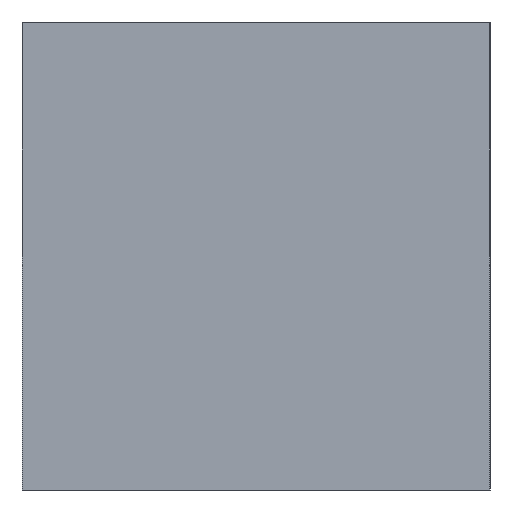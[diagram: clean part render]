
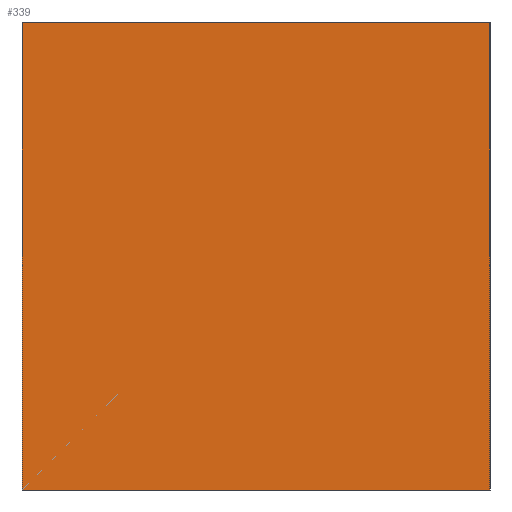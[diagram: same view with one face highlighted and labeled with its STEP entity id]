
A CAD part, left-side view. The second image highlights one B-rep face of the part: STEP entity #339.
In plain terms, the highlighted planar face has unit normal (-1, 0, 0).
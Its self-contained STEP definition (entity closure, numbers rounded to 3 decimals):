
#15 = VERTEX_POINT ( 'NONE', #188 ) ;
#17 = EDGE_CURVE ( 'NONE', #242, #20, #192, .T. ) ;
#20 = VERTEX_POINT ( 'NONE', #237 ) ;
#45 = EDGE_CURVE ( 'NONE', #262, #242, #467, .T. ) ;
#52 = DIRECTION ( 'NONE',  ( 0., -1., 0. ) ) ;
#90 = ORIENTED_EDGE ( 'NONE', *, *, #45, .T. ) ;
#99 = VECTOR ( 'NONE', #287, 1000. ) ;
#109 = VECTOR ( 'NONE', #515, 1000. ) ;
#187 = CARTESIAN_POINT ( 'NONE',  ( -13., 25., -10. ) ) ;
#188 = CARTESIAN_POINT ( 'NONE',  ( -13., 25., 10. ) ) ;
#192 = LINE ( 'NONE', #337, #109 ) ;
#221 = DIRECTION ( 'NONE',  ( 1., 0., 0. ) ) ;
#237 = CARTESIAN_POINT ( 'NONE',  ( -13., 5., 10. ) ) ;
#242 = VERTEX_POINT ( 'NONE', #604 ) ;
#245 = ORIENTED_EDGE ( 'NONE', *, *, #540, .F. ) ;
#262 = VERTEX_POINT ( 'NONE', #414 ) ;
#276 = FACE_OUTER_BOUND ( 'NONE', #304, .T. ) ;
#287 = DIRECTION ( 'NONE',  ( 0., -1., 0. ) ) ;
#304 = EDGE_LOOP ( 'NONE', ( #90, #356, #245, #580 ) ) ;
#320 = DIRECTION ( 'NONE',  ( 0., 0., -1. ) ) ;
#337 = CARTESIAN_POINT ( 'NONE',  ( -13., 5., 10. ) ) ;
#339 = ADVANCED_FACE ( 'NONE', ( #276 ), #550, .F. ) ;
#343 = LINE ( 'NONE', #521, #471 ) ;
#356 = ORIENTED_EDGE ( 'NONE', *, *, #17, .T. ) ;
#397 = CARTESIAN_POINT ( 'NONE',  ( -13., 25., 10. ) ) ;
#414 = CARTESIAN_POINT ( 'NONE',  ( -13., 25., -10. ) ) ;
#416 = CARTESIAN_POINT ( 'NONE',  ( -13., 25., 10. ) ) ;
#427 = LINE ( 'NONE', #416, #99 ) ;
#467 = LINE ( 'NONE', #187, #586 ) ;
#471 = VECTOR ( 'NONE', #478, 1000. ) ;
#478 = DIRECTION ( 'NONE',  ( 0., 0., 1. ) ) ;
#492 = EDGE_CURVE ( 'NONE', #262, #15, #343, .T. ) ;
#515 = DIRECTION ( 'NONE',  ( 0., 0., 1. ) ) ;
#521 = CARTESIAN_POINT ( 'NONE',  ( -13., 25., 10. ) ) ;
#540 = EDGE_CURVE ( 'NONE', #15, #20, #427, .T. ) ;
#550 = PLANE ( 'NONE',  #558 ) ;
#558 = AXIS2_PLACEMENT_3D ( 'NONE', #397, #221, #320 ) ;
#580 = ORIENTED_EDGE ( 'NONE', *, *, #492, .F. ) ;
#586 = VECTOR ( 'NONE', #52, 1000. ) ;
#604 = CARTESIAN_POINT ( 'NONE',  ( -13., 5., -10. ) ) ;
